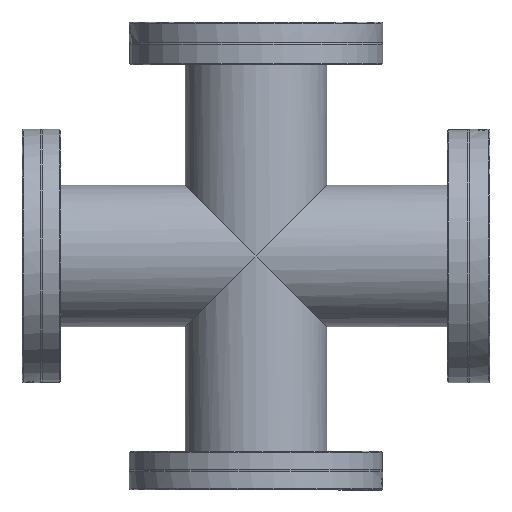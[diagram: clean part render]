
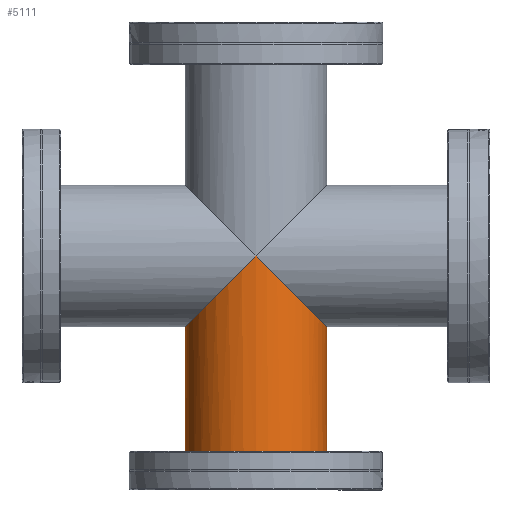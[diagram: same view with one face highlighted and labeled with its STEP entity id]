
A CAD part, left-side view. The second image highlights one B-rep face of the part: STEP entity #5111.
In plain terms, the highlighted cylindrical face has radius 31.75 mm (diameter 63.5 mm), a full revolution.
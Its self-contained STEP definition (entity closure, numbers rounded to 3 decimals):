
#11=ELLIPSE('',#5581,44.901,31.75);
#14=ELLIPSE('',#5584,44.901,31.75);
#15=ELLIPSE('',#5586,44.901,31.75);
#516=CYLINDRICAL_SURFACE('',#5590,31.75);
#925=FACE_OUTER_BOUND('',#1259,.T.);
#1259=EDGE_LOOP('',(#4782,#4783,#4784,#4785,#4786,#4787));
#1534=LINE('',#34025,#1807);
#1807=VECTOR('',#6633,31.75);
#2002=CIRCLE('',#5591,31.75);
#2502=VERTEX_POINT('',#34003);
#2503=VERTEX_POINT('',#34004);
#2507=VERTEX_POINT('',#34012);
#2509=VERTEX_POINT('',#34023);
#3258=EDGE_CURVE('',#2502,#2503,#11,.T.);
#3263=EDGE_CURVE('',#2503,#2507,#14,.T.);
#3264=EDGE_CURVE('',#2507,#2502,#15,.T.);
#3268=EDGE_CURVE('',#2509,#2509,#2002,.T.);
#3269=EDGE_CURVE('',#2509,#2503,#1534,.T.);
#4782=ORIENTED_EDGE('',*,*,#3268,.F.);
#4783=ORIENTED_EDGE('',*,*,#3269,.T.);
#4784=ORIENTED_EDGE('',*,*,#3263,.T.);
#4785=ORIENTED_EDGE('',*,*,#3264,.T.);
#4786=ORIENTED_EDGE('',*,*,#3258,.T.);
#4787=ORIENTED_EDGE('',*,*,#3269,.F.);
#5111=ADVANCED_FACE('',(#925),#516,.T.);
#5581=AXIS2_PLACEMENT_3D('',#34005,#6608,#6609);
#5584=AXIS2_PLACEMENT_3D('',#34014,#6616,#6617);
#5586=AXIS2_PLACEMENT_3D('',#34016,#6620,#6621);
#5590=AXIS2_PLACEMENT_3D('',#34022,#6629,#6630);
#5591=AXIS2_PLACEMENT_3D('',#34024,#6631,#6632);
#6608=DIRECTION('center_axis',(-0.707,0.,
0.707));
#6609=DIRECTION('ref_axis',(-0.707,0.,-0.707));
#6616=DIRECTION('center_axis',(-0.707,0.,
0.707));
#6617=DIRECTION('ref_axis',(-0.707,0.,-0.707));
#6620=DIRECTION('center_axis',(0.707,0.,0.707));
#6621=DIRECTION('ref_axis',(-0.707,0.,0.707));
#6629=DIRECTION('center_axis',(0.,0.,1.));
#6630=DIRECTION('ref_axis',(-1.,0.,0.));
#6631=DIRECTION('center_axis',(0.,0.,1.));
#6632=DIRECTION('ref_axis',(-1.,0.,0.));
#6633=DIRECTION('',(0.,0.,-1.));
#34003=CARTESIAN_POINT('',(0.,-31.75,0.));
#34004=CARTESIAN_POINT('',(31.75,0.,31.75));
#34005=CARTESIAN_POINT('Origin',(0.,0.,0.));
#34012=CARTESIAN_POINT('',(0.,31.75,0.));
#34014=CARTESIAN_POINT('Origin',(0.,0.,0.));
#34016=CARTESIAN_POINT('Origin',(0.,0.,0.));
#34022=CARTESIAN_POINT('Origin',(0.,0.,0.));
#34023=CARTESIAN_POINT('',(31.75,0.,95.3));
#34024=CARTESIAN_POINT('Origin',(0.,0.,95.3));
#34025=CARTESIAN_POINT('',(31.75,0.,0.));
